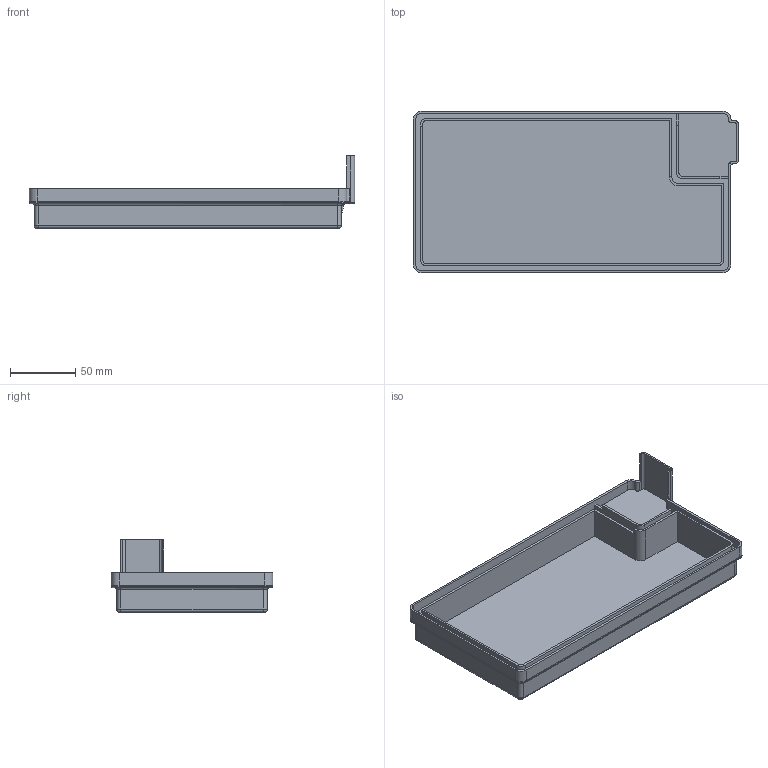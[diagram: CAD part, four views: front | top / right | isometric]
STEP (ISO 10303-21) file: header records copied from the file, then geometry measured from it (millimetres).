
FILE_DESCRIPTION(('FreeCAD Model'),'2;1');
FILE_NAME('Open CASCADE Shape Model','2025-05-11T22:21:53',('Author'),( ''),'Open CASCADE STEP processor 7.8','FreeCAD','Unknown');
FILE_SCHEMA(('AUTOMOTIVE_DESIGN { 1 0 10303 214 1 1 1 1 }'));
Length unit declared in the file: millimetre
Products named in the file (1): Body
Bounding box: 250 x 124 x 55.75 mm (x, y, z)
Volume: 145105.1 mm3; surface area: 113916.6 mm2
Topology: 1 solids, 1 shells, 166 faces, 429 edges, 266 vertices
Faces by surface type: cylinder 71, plane 69, bspline 20, revolution 5, torus 1
Entity records: 6711 total; most frequent: CARTESIAN_POINT 2823, ORIENTED_EDGE 856, DIRECTION 761, EDGE_CURVE 428, VERTEX_POINT 266, LINE 258, VECTOR 258, AXIS2_PLACEMENT_3D 249
